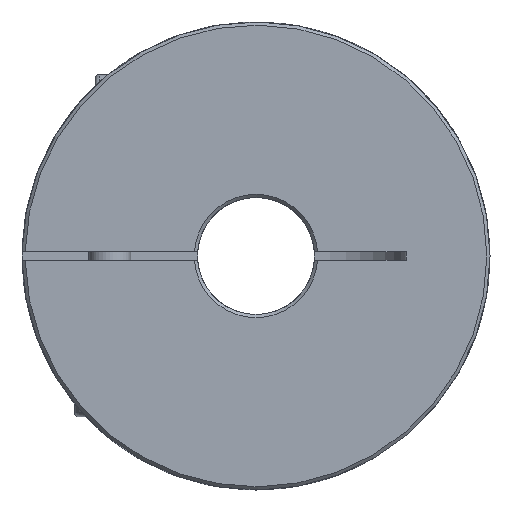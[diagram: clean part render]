
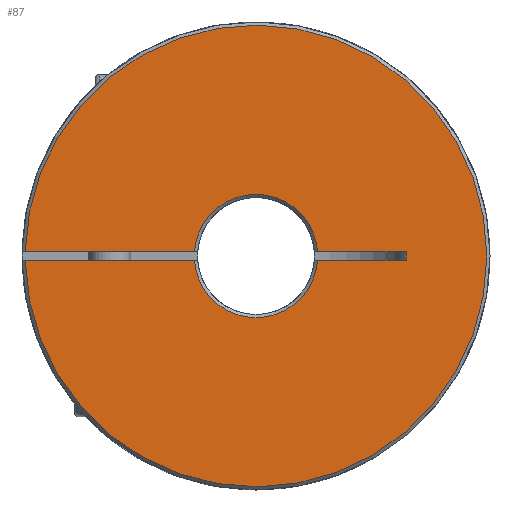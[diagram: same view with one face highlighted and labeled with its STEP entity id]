
A CAD part, left-side view. The second image highlights one B-rep face of the part: STEP entity #87.
In plain terms, the highlighted planar face has unit normal (-1, 0, 0).
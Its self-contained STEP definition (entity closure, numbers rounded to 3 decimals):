
#87 = ADVANCED_FACE ( 'NONE', ( #2203 ), #1017, .T. ) ;
#116 = EDGE_LOOP ( 'NONE', ( #1079, #1080, #1081, #1082, #1083, #1084, #1085, #1086 ) ) ;
#520 = VERTEX_POINT ( 'NONE', #2516 ) ;
#521 = VERTEX_POINT ( 'NONE', #2517 ) ;
#526 = VERTEX_POINT ( 'NONE', #2522 ) ;
#527 = VERTEX_POINT ( 'NONE', #2523 ) ;
#528 = VERTEX_POINT ( 'NONE', #2524 ) ;
#529 = VERTEX_POINT ( 'NONE', #2525 ) ;
#530 = VERTEX_POINT ( 'NONE', #2526 ) ;
#531 = VERTEX_POINT ( 'NONE', #2527 ) ;
#1010 = CARTESIAN_POINT ( 'NONE',  ( -31.5, 0., 0. ) ) ;
#1017 = PLANE ( 'NONE',  #1865 ) ;
#1020 = DIRECTION ( 'NONE',  ( -1., 0., 0. ) ) ;
#1021 = DIRECTION ( 'NONE',  ( 0., -1., 0. ) ) ;
#1079 = ORIENTED_EDGE ( 'NONE', *, *, #1635, .T. ) ;
#1080 = ORIENTED_EDGE ( 'NONE', *, *, #1634, .F. ) ;
#1081 = ORIENTED_EDGE ( 'NONE', *, *, #1633, .T. ) ;
#1082 = ORIENTED_EDGE ( 'NONE', *, *, #1619, .F. ) ;
#1083 = ORIENTED_EDGE ( 'NONE', *, *, #1631, .F. ) ;
#1084 = ORIENTED_EDGE ( 'NONE', *, *, #1637, .F. ) ;
#1085 = ORIENTED_EDGE ( 'NONE', *, *, #1636, .T. ) ;
#1086 = ORIENTED_EDGE ( 'NONE', *, *, #1629, .F. ) ;
#1619 = EDGE_CURVE ( 'NONE', #520, #521, #3284, .T. ) ;
#1629 = EDGE_CURVE ( 'NONE', #526, #531, #3962, .T. ) ;
#1631 = EDGE_CURVE ( 'NONE', #529, #520, #3289, .T. ) ;
#1633 = EDGE_CURVE ( 'NONE', #528, #521, #3960, .T. ) ;
#1634 = EDGE_CURVE ( 'NONE', #528, #527, #3965, .T. ) ;
#1635 = EDGE_CURVE ( 'NONE', #526, #527, #3285, .T. ) ;
#1636 = EDGE_CURVE ( 'NONE', #530, #531, #3969, .T. ) ;
#1637 = EDGE_CURVE ( 'NONE', #530, #529, #3974, .T. ) ;
#1865 = AXIS2_PLACEMENT_3D ( 'NONE', #1010, #1020, #1021 ) ;
#1991 = AXIS2_PLACEMENT_3D ( 'NONE', #3784, #3786, #3787 ) ;
#2001 = AXIS2_PLACEMENT_3D ( 'NONE', #3808, #3852, #3853 ) ;
#2006 = AXIS2_PLACEMENT_3D ( 'NONE', #3867, #3871, #3872 ) ;
#2203 = FACE_OUTER_BOUND ( 'NONE', #116, .T. ) ;
#2516 = CARTESIAN_POINT ( 'NONE',  ( -31.5, 7.364, -0.5 ) ) ;
#2517 = CARTESIAN_POINT ( 'NONE',  ( -31.5, -7.364, -0.5 ) ) ;
#2522 = CARTESIAN_POINT ( 'NONE',  ( -31.5, -7.364, 0.5 ) ) ;
#2523 = CARTESIAN_POINT ( 'NONE',  ( -31.5, -17.964, 0.5 ) ) ;
#2524 = CARTESIAN_POINT ( 'NONE',  ( -31.5, -17.964, -0.5 ) ) ;
#2525 = CARTESIAN_POINT ( 'NONE',  ( -31.5, 27.614, -0.5 ) ) ;
#2526 = CARTESIAN_POINT ( 'NONE',  ( -31.5, 27.614, 0.5 ) ) ;
#2527 = CARTESIAN_POINT ( 'NONE',  ( -31.5, 7.364, 0.5 ) ) ;
#3284 = CIRCLE ( 'NONE', #1991, 7.381 ) ;
#3285 = LINE ( 'NONE', #3864, #3291 ) ;
#3289 = LINE ( 'NONE', #3858, #3958 ) ;
#3291 = VECTOR ( 'NONE', #3868, 1000. ) ;
#3784 = CARTESIAN_POINT ( 'NONE',  ( -31.5, 0., 0. ) ) ;
#3786 = DIRECTION ( 'NONE',  ( -1., 0., 0. ) ) ;
#3787 = DIRECTION ( 'NONE',  ( 0., -1., 0. ) ) ;
#3808 = CARTESIAN_POINT ( 'NONE',  ( -31.5, 0., 0. ) ) ;
#3852 = DIRECTION ( 'NONE',  ( -1., 0., 0. ) ) ;
#3853 = DIRECTION ( 'NONE',  ( 0., -1., 0. ) ) ;
#3855 = CARTESIAN_POINT ( 'NONE',  ( -31.5, -17.964, -21.539 ) ) ;
#3858 = CARTESIAN_POINT ( 'NONE',  ( -31.5, 0., -0.5 ) ) ;
#3859 = DIRECTION ( 'NONE',  ( 0., -1., 0. ) ) ;
#3862 = CARTESIAN_POINT ( 'NONE',  ( -31.5, -17.964, -0.5 ) ) ;
#3863 = DIRECTION ( 'NONE',  ( 0., 1., 0. ) ) ;
#3864 = CARTESIAN_POINT ( 'NONE',  ( -31.5, -17.964, 0.5 ) ) ;
#3866 = DIRECTION ( 'NONE',  ( 0., 0., 1. ) ) ;
#3867 = CARTESIAN_POINT ( 'NONE',  ( -31.5, 0., 0. ) ) ;
#3868 = DIRECTION ( 'NONE',  ( 0., -1., 0. ) ) ;
#3869 = CARTESIAN_POINT ( 'NONE',  ( -31.5, 0., 0.5 ) ) ;
#3870 = DIRECTION ( 'NONE',  ( 0., -1., 0. ) ) ;
#3871 = DIRECTION ( 'NONE',  ( 1., 0., 0. ) ) ;
#3872 = DIRECTION ( 'NONE',  ( 0., -1., 0. ) ) ;
#3958 = VECTOR ( 'NONE', #3859, 1000. ) ;
#3960 = LINE ( 'NONE', #3862, #3967 ) ;
#3962 = CIRCLE ( 'NONE', #2001, 7.381 ) ;
#3965 = LINE ( 'NONE', #3855, #3968 ) ;
#3967 = VECTOR ( 'NONE', #3863, 1000. ) ;
#3968 = VECTOR ( 'NONE', #3866, 1000. ) ;
#3969 = LINE ( 'NONE', #3869, #3971 ) ;
#3971 = VECTOR ( 'NONE', #3870, 1000. ) ;
#3974 = CIRCLE ( 'NONE', #2006, 27.619 ) ;
